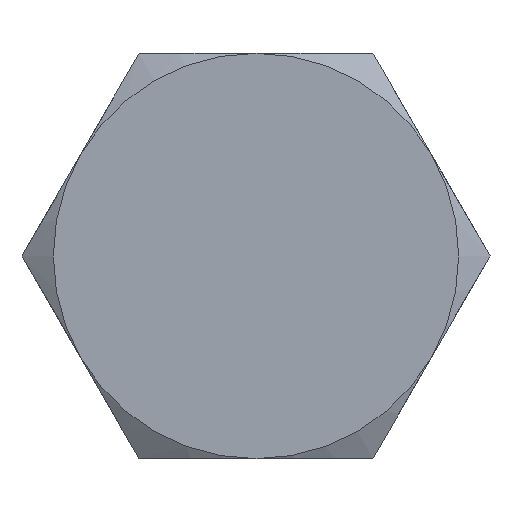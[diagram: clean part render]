
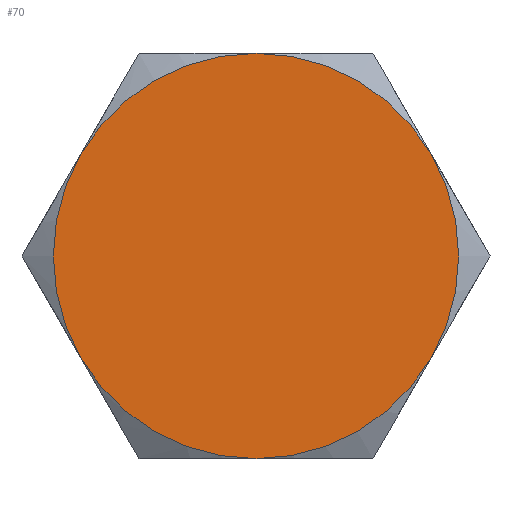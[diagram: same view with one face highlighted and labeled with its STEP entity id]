
A CAD part, left-side view. The second image highlights one B-rep face of the part: STEP entity #70.
In plain terms, the highlighted planar face has unit normal (-1, 0, 0).
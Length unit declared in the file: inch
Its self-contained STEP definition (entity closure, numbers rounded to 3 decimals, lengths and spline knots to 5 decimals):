
#14 = EDGE_CURVE ( 'NONE', #890, #939, #943, .T. ) ;
#29 = DIRECTION ( 'NONE',  ( -1., 0., 0. ) ) ;
#43 = CARTESIAN_POINT ( 'NONE',  ( 0., 0., 0. ) ) ;
#53 = DIRECTION ( 'NONE',  ( 0., 0., -1. ) ) ;
#70 = ADVANCED_FACE ( 'NONE', ( #585 ), #723, .F. ) ;
#81 = EDGE_CURVE ( 'NONE', #719, #674, #826, .T. ) ;
#92 = CARTESIAN_POINT ( 'NONE',  ( 0., 0., 0. ) ) ;
#100 = CARTESIAN_POINT ( 'NONE',  ( 0., 0., 0. ) ) ;
#114 = CARTESIAN_POINT ( 'NONE',  ( 0., 0., 0. ) ) ;
#115 = CARTESIAN_POINT ( 'NONE',  ( 0., 0., 0.281 ) ) ;
#144 = VERTEX_POINT ( 'NONE', #301 ) ;
#145 = CARTESIAN_POINT ( 'NONE',  ( 0., -0.24335, -0.1405 ) ) ;
#149 = AXIS2_PLACEMENT_3D ( 'NONE', #92, #402, #765 ) ;
#182 = CIRCLE ( 'NONE', #756, 0.281 ) ;
#206 = CARTESIAN_POINT ( 'NONE',  ( 0., 0., 0. ) ) ;
#215 = CIRCLE ( 'NONE', #149, 0.281 ) ;
#220 = ORIENTED_EDGE ( 'NONE', *, *, #14, .F. ) ;
#258 = ORIENTED_EDGE ( 'NONE', *, *, #81, .F. ) ;
#270 = EDGE_CURVE ( 'NONE', #476, #890, #962, .T. ) ;
#273 = EDGE_CURVE ( 'NONE', #674, #476, #215, .T. ) ;
#301 = CARTESIAN_POINT ( 'NONE',  ( 0., 0.24335, 0.1405 ) ) ;
#308 = AXIS2_PLACEMENT_3D ( 'NONE', #206, #512, #501 ) ;
#310 = CARTESIAN_POINT ( 'NONE',  ( 0., 0., 0. ) ) ;
#312 = ORIENTED_EDGE ( 'NONE', *, *, #270, .F. ) ;
#333 = DIRECTION ( 'NONE',  ( 1., 0., 0. ) ) ;
#358 = DIRECTION ( 'NONE',  ( 0., 1., 0. ) ) ;
#363 = AXIS2_PLACEMENT_3D ( 'NONE', #889, #726, #358 ) ;
#393 = EDGE_CURVE ( 'NONE', #939, #144, #182, .T. ) ;
#402 = DIRECTION ( 'NONE',  ( 1., 0., 0. ) ) ;
#419 = DIRECTION ( 'NONE',  ( 1., 0., 0. ) ) ;
#476 = VERTEX_POINT ( 'NONE', #145 ) ;
#501 = DIRECTION ( 'NONE',  ( 0., 0., -1. ) ) ;
#512 = DIRECTION ( 'NONE',  ( 1., 0., 0. ) ) ;
#526 = DIRECTION ( 'NONE',  ( 0., 0., 1. ) ) ;
#530 = AXIS2_PLACEMENT_3D ( 'NONE', #310, #29, #526 ) ;
#537 = ORIENTED_EDGE ( 'NONE', *, *, #547, .T. ) ;
#540 = DIRECTION ( 'NONE',  ( 0., 0., -1. ) ) ;
#542 = AXIS2_PLACEMENT_3D ( 'NONE', #100, #913, #540 ) ;
#547 = EDGE_CURVE ( 'NONE', #719, #144, #812, .T. ) ;
#555 = EDGE_LOOP ( 'NONE', ( #220, #312, #658, #258, #537, #968 ) ) ;
#585 = FACE_OUTER_BOUND ( 'NONE', #555, .T. ) ;
#658 = ORIENTED_EDGE ( 'NONE', *, *, #273, .F. ) ;
#674 = VERTEX_POINT ( 'NONE', #853 ) ;
#719 = VERTEX_POINT ( 'NONE', #115 ) ;
#723 = PLANE ( 'NONE',  #363 ) ;
#726 = DIRECTION ( 'NONE',  ( 1., 0., 0. ) ) ;
#756 = AXIS2_PLACEMENT_3D ( 'NONE', #43, #333, #53 ) ;
#765 = DIRECTION ( 'NONE',  ( 0., 0., -1. ) ) ;
#771 = DIRECTION ( 'NONE',  ( 0., 0., -1. ) ) ;
#792 = AXIS2_PLACEMENT_3D ( 'NONE', #114, #419, #771 ) ;
#812 = CIRCLE ( 'NONE', #530, 0.281 ) ;
#826 = CIRCLE ( 'NONE', #308, 0.281 ) ;
#853 = CARTESIAN_POINT ( 'NONE',  ( 0., -0.24335, 0.1405 ) ) ;
#889 = CARTESIAN_POINT ( 'NONE',  ( 0., 0.32447, 0. ) ) ;
#890 = VERTEX_POINT ( 'NONE', #896 ) ;
#896 = CARTESIAN_POINT ( 'NONE',  ( 0., 0., -0.281 ) ) ;
#913 = DIRECTION ( 'NONE',  ( 1., 0., 0. ) ) ;
#919 = CARTESIAN_POINT ( 'NONE',  ( 0., 0.24335, -0.1405 ) ) ;
#939 = VERTEX_POINT ( 'NONE', #919 ) ;
#943 = CIRCLE ( 'NONE', #792, 0.281 ) ;
#962 = CIRCLE ( 'NONE', #542, 0.281 ) ;
#968 = ORIENTED_EDGE ( 'NONE', *, *, #393, .F. ) ;
